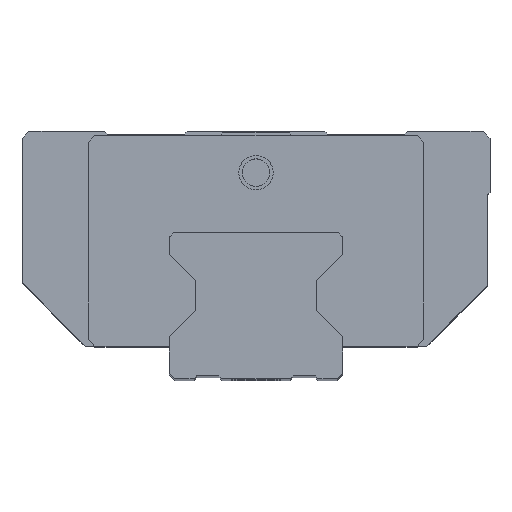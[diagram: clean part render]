
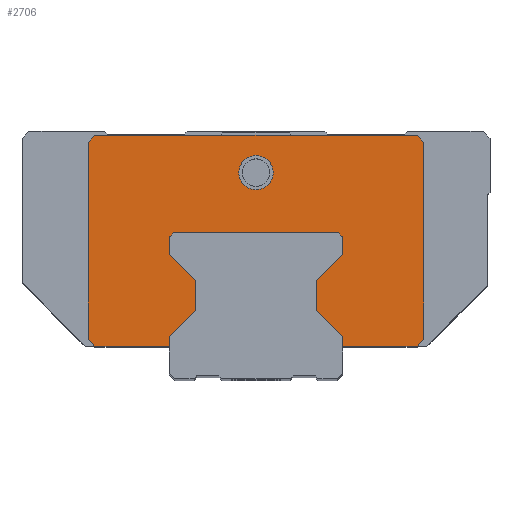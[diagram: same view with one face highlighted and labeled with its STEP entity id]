
A CAD part, top view. The second image highlights one B-rep face of the part: STEP entity #2706.
In plain terms, the highlighted planar face has unit normal (0, 0, 1).
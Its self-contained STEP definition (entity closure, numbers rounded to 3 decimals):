
#281=DIRECTION('',(0.,-1.,0.));
#282=VECTOR('',#281,71.5);
#283=CARTESIAN_POINT('',(-61.,-4.,116.));
#284=LINE('',#283,#282);
#341=DIRECTION('',(-1.,0.,0.));
#342=VECTOR('',#341,117.);
#343=CARTESIAN_POINT('',(58.5,-1.5,116.));
#344=LINE('',#343,#342);
#493=DIRECTION('',(0.707,-0.707,0.));
#494=VECTOR('',#493,3.536);
#495=CARTESIAN_POINT('',(58.5,-1.5,116.));
#496=LINE('',#495,#494);
#497=DIRECTION('',(-0.707,-0.707,0.));
#498=VECTOR('',#497,3.536);
#499=CARTESIAN_POINT('',(61.,-75.5,116.));
#500=LINE('',#499,#498);
#501=DIRECTION('',(-0.707,0.707,0.));
#502=VECTOR('',#501,13.435);
#503=CARTESIAN_POINT('',(31.5,-74.781,116.));
#504=LINE('',#503,#502);
#505=DIRECTION('',(0.707,0.707,0.));
#506=VECTOR('',#505,13.435);
#507=CARTESIAN_POINT('',(22.,-54.319,116.));
#508=LINE('',#507,#506);
#509=CARTESIAN_POINT('',(30.5,-38.914,116.));
#510=DIRECTION('',(0.,0.,1.));
#511=DIRECTION('',(1.,0.,0.));
#512=AXIS2_PLACEMENT_3D('',#509,#510,#511);
#514=DIRECTION('',(-0.707,0.707,0.));
#515=VECTOR('',#514,1.707);
#516=CARTESIAN_POINT('',(31.207,-38.207,116.));
#517=LINE('',#516,#515);
#518=DIRECTION('',(-0.707,-0.707,0.));
#519=VECTOR('',#518,1.707);
#520=CARTESIAN_POINT('',(-30.,-37.,116.));
#521=LINE('',#520,#519);
#522=CARTESIAN_POINT('',(-30.5,-38.914,116.));
#523=DIRECTION('',(0.,0.,1.));
#524=DIRECTION('',(-0.707,0.707,0.));
#525=AXIS2_PLACEMENT_3D('',#522,#523,#524);
#527=DIRECTION('',(0.707,-0.707,0.));
#528=VECTOR('',#527,13.435);
#529=CARTESIAN_POINT('',(-31.5,-44.819,116.));
#530=LINE('',#529,#528);
#531=DIRECTION('',(-0.707,-0.707,0.));
#532=VECTOR('',#531,13.435);
#533=CARTESIAN_POINT('',(-22.,-65.281,116.));
#534=LINE('',#533,#532);
#535=DIRECTION('',(-0.707,0.707,0.));
#536=VECTOR('',#535,3.536);
#537=CARTESIAN_POINT('',(-58.5,-78.,116.));
#538=LINE('',#537,#536);
#539=DIRECTION('',(0.707,0.707,0.));
#540=VECTOR('',#539,3.536);
#541=CARTESIAN_POINT('',(-61.,-4.,116.));
#542=LINE('',#541,#540);
#543=CARTESIAN_POINT('',(0.,-15.,116.));
#544=DIRECTION('',(0.,0.,1.));
#545=DIRECTION('',(-1.,0.,0.));
#546=AXIS2_PLACEMENT_3D('',#543,#544,#545);
#548=CARTESIAN_POINT('',(0.,-15.,116.));
#549=DIRECTION('',(0.,0.,1.));
#550=DIRECTION('',(1.,0.,0.));
#551=AXIS2_PLACEMENT_3D('',#548,#549,#550);
#577=DIRECTION('',(0.,1.,0.));
#578=VECTOR('',#577,71.5);
#579=CARTESIAN_POINT('',(61.,-75.5,116.));
#580=LINE('',#579,#578);
#617=DIRECTION('',(1.,0.,0.));
#618=VECTOR('',#617,27.);
#619=CARTESIAN_POINT('',(31.5,-78.,116.));
#620=LINE('',#619,#618);
#643=DIRECTION('',(0.,-1.,0.));
#644=VECTOR('',#643,3.219);
#645=CARTESIAN_POINT('',(31.5,-74.781,116.));
#646=LINE('',#645,#644);
#659=DIRECTION('',(0.,-1.,0.));
#660=VECTOR('',#659,10.962);
#661=CARTESIAN_POINT('',(22.,-54.319,116.));
#662=LINE('',#661,#660);
#675=DIRECTION('',(0.,-1.,0.));
#676=VECTOR('',#675,5.905);
#677=CARTESIAN_POINT('',(31.5,-38.914,116.));
#678=LINE('',#677,#676);
#727=DIRECTION('',(1.,0.,0.));
#728=VECTOR('',#727,60.);
#729=CARTESIAN_POINT('',(-30.,-37.,116.));
#730=LINE('',#729,#728);
#799=DIRECTION('',(0.,1.,0.));
#800=VECTOR('',#799,5.905);
#801=CARTESIAN_POINT('',(-31.5,-44.819,116.));
#802=LINE('',#801,#800);
#815=DIRECTION('',(0.,1.,0.));
#816=VECTOR('',#815,10.962);
#817=CARTESIAN_POINT('',(-22.,-65.281,116.));
#818=LINE('',#817,#816);
#831=DIRECTION('',(0.,1.,0.));
#832=VECTOR('',#831,3.219);
#833=CARTESIAN_POINT('',(-31.5,-78.,116.));
#834=LINE('',#833,#832);
#873=DIRECTION('',(1.,0.,0.));
#874=VECTOR('',#873,27.);
#875=CARTESIAN_POINT('',(-58.5,-78.,116.));
#876=LINE('',#875,#874);
#1717=CARTESIAN_POINT('',(-31.5,-78.,116.));
#1718=VERTEX_POINT('',#1717);
#1731=CARTESIAN_POINT('',(-58.5,-78.,116.));
#1732=VERTEX_POINT('',#1731);
#1733=CARTESIAN_POINT('',(-31.5,-74.781,116.));
#1734=VERTEX_POINT('',#1733);
#1735=CARTESIAN_POINT('',(-22.,-65.281,116.));
#1736=VERTEX_POINT('',#1735);
#1737=CARTESIAN_POINT('',(-22.,-54.319,116.));
#1738=VERTEX_POINT('',#1737);
#1739=CARTESIAN_POINT('',(-31.5,-44.819,116.));
#1740=VERTEX_POINT('',#1739);
#1745=CARTESIAN_POINT('',(-31.5,-38.914,116.));
#1746=VERTEX_POINT('',#1745);
#1755=CARTESIAN_POINT('',(-31.207,-38.207,116.));
#1756=VERTEX_POINT('',#1755);
#1761=CARTESIAN_POINT('',(-30.,-37.,116.));
#1762=VERTEX_POINT('',#1761);
#1763=CARTESIAN_POINT('',(30.,-37.,116.));
#1764=VERTEX_POINT('',#1763);
#1829=CARTESIAN_POINT('',(-58.5,-1.5,116.));
#1830=VERTEX_POINT('',#1829);
#1835=CARTESIAN_POINT('',(58.5,-1.5,116.));
#1836=VERTEX_POINT('',#1835);
#1837=CARTESIAN_POINT('',(-61.,-4.,116.));
#1838=VERTEX_POINT('',#1837);
#1839=CARTESIAN_POINT('',(61.,-4.,116.));
#1840=VERTEX_POINT('',#1839);
#1841=CARTESIAN_POINT('',(61.,-75.5,116.));
#1842=VERTEX_POINT('',#1841);
#1843=CARTESIAN_POINT('',(58.5,-78.,116.));
#1844=VERTEX_POINT('',#1843);
#1845=CARTESIAN_POINT('',(31.5,-78.,116.));
#1846=VERTEX_POINT('',#1845);
#1847=CARTESIAN_POINT('',(31.5,-74.781,116.));
#1848=VERTEX_POINT('',#1847);
#1849=CARTESIAN_POINT('',(22.,-65.281,116.));
#1850=VERTEX_POINT('',#1849);
#1851=CARTESIAN_POINT('',(22.,-54.319,116.));
#1852=VERTEX_POINT('',#1851);
#1853=CARTESIAN_POINT('',(31.5,-44.819,116.));
#1854=VERTEX_POINT('',#1853);
#1855=CARTESIAN_POINT('',(31.5,-38.914,116.));
#1856=VERTEX_POINT('',#1855);
#1857=CARTESIAN_POINT('',(31.207,-38.207,116.));
#1858=VERTEX_POINT('',#1857);
#1859=CARTESIAN_POINT('',(-61.,-75.5,116.));
#1860=VERTEX_POINT('',#1859);
#1861=CARTESIAN_POINT('',(-6.25,-15.,116.));
#1862=CARTESIAN_POINT('',(6.25,-15.,116.));
#1863=VERTEX_POINT('',#1861);
#1864=VERTEX_POINT('',#1862);
#2649=CARTESIAN_POINT('',(58.5,-1.5,116.));
#2650=DIRECTION('',(0.,0.,1.));
#2651=DIRECTION('',(1.,0.,0.));
#2652=AXIS2_PLACEMENT_3D('',#2649,#2650,#2651);
#2653=PLANE('',#2652);
#2655=ORIENTED_EDGE('',*,*,#2654,.T.);
#2657=ORIENTED_EDGE('',*,*,#2656,.F.);
#2659=ORIENTED_EDGE('',*,*,#2658,.T.);
#2661=ORIENTED_EDGE('',*,*,#2660,.F.);
#2663=ORIENTED_EDGE('',*,*,#2662,.F.);
#2665=ORIENTED_EDGE('',*,*,#2664,.T.);
#2667=ORIENTED_EDGE('',*,*,#2666,.F.);
#2669=ORIENTED_EDGE('',*,*,#2668,.T.);
#2671=ORIENTED_EDGE('',*,*,#2670,.F.);
#2673=ORIENTED_EDGE('',*,*,#2672,.T.);
#2675=ORIENTED_EDGE('',*,*,#2674,.T.);
#2677=ORIENTED_EDGE('',*,*,#2676,.F.);
#2679=ORIENTED_EDGE('',*,*,#2678,.T.);
#2681=ORIENTED_EDGE('',*,*,#2680,.T.);
#2683=ORIENTED_EDGE('',*,*,#2682,.F.);
#2685=ORIENTED_EDGE('',*,*,#2684,.T.);
#2687=ORIENTED_EDGE('',*,*,#2686,.F.);
#2689=ORIENTED_EDGE('',*,*,#2688,.T.);
#2691=ORIENTED_EDGE('',*,*,#2690,.F.);
#2693=ORIENTED_EDGE('',*,*,#2692,.F.);
#2694=ORIENTED_EDGE('',*,*,#2641,.T.);
#2695=ORIENTED_EDGE('',*,*,#2361,.F.);
#2696=ORIENTED_EDGE('',*,*,#2402,.T.);
#2697=ORIENTED_EDGE('',*,*,#2428,.F.);
#2698=EDGE_LOOP('',(#2655,#2657,#2659,#2661,#2663,#2665,#2667,#2669,#2671,#2673,
#2675,#2677,#2679,#2681,#2683,#2685,#2687,#2689,#2691,#2693,#2694,#2695,#2696,
#2697));
#2699=FACE_OUTER_BOUND('',#2698,.F.);
#2701=ORIENTED_EDGE('',*,*,#2700,.T.);
#2703=ORIENTED_EDGE('',*,*,#2702,.T.);
#2704=EDGE_LOOP('',(#2701,#2703));
#2705=FACE_BOUND('',#2704,.F.);
#2706=ADVANCED_FACE('',(#2699,#2705),#2653,.T.);
#513=CIRCLE('',#512,1.);
#526=CIRCLE('',#525,1.);
#547=CIRCLE('',#546,6.25);
#552=CIRCLE('',#551,6.25);
#2361=EDGE_CURVE('',#1838,#1860,#284,.T.);
#2402=EDGE_CURVE('',#1838,#1830,#542,.T.);
#2428=EDGE_CURVE('',#1836,#1830,#344,.T.);
#2641=EDGE_CURVE('',#1732,#1860,#538,.T.);
#2654=EDGE_CURVE('',#1836,#1840,#496,.T.);
#2656=EDGE_CURVE('',#1842,#1840,#580,.T.);
#2658=EDGE_CURVE('',#1842,#1844,#500,.T.);
#2660=EDGE_CURVE('',#1846,#1844,#620,.T.);
#2662=EDGE_CURVE('',#1848,#1846,#646,.T.);
#2664=EDGE_CURVE('',#1848,#1850,#504,.T.);
#2666=EDGE_CURVE('',#1852,#1850,#662,.T.);
#2668=EDGE_CURVE('',#1852,#1854,#508,.T.);
#2670=EDGE_CURVE('',#1856,#1854,#678,.T.);
#2672=EDGE_CURVE('',#1856,#1858,#513,.T.);
#2674=EDGE_CURVE('',#1858,#1764,#517,.T.);
#2676=EDGE_CURVE('',#1762,#1764,#730,.T.);
#2678=EDGE_CURVE('',#1762,#1756,#521,.T.);
#2680=EDGE_CURVE('',#1756,#1746,#526,.T.);
#2682=EDGE_CURVE('',#1740,#1746,#802,.T.);
#2684=EDGE_CURVE('',#1740,#1738,#530,.T.);
#2686=EDGE_CURVE('',#1736,#1738,#818,.T.);
#2688=EDGE_CURVE('',#1736,#1734,#534,.T.);
#2690=EDGE_CURVE('',#1718,#1734,#834,.T.);
#2692=EDGE_CURVE('',#1732,#1718,#876,.T.);
#2700=EDGE_CURVE('',#1863,#1864,#547,.T.);
#2702=EDGE_CURVE('',#1864,#1863,#552,.T.);
